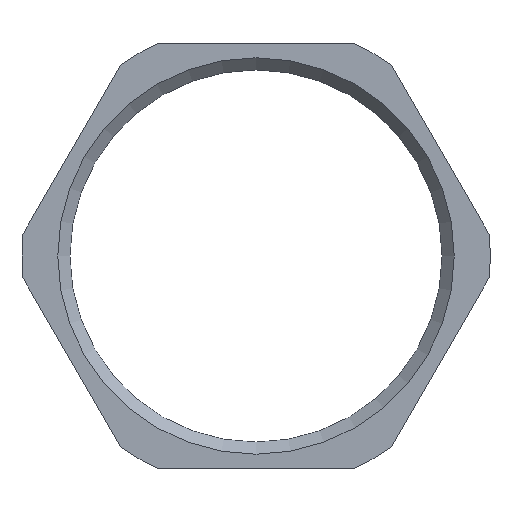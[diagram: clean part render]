
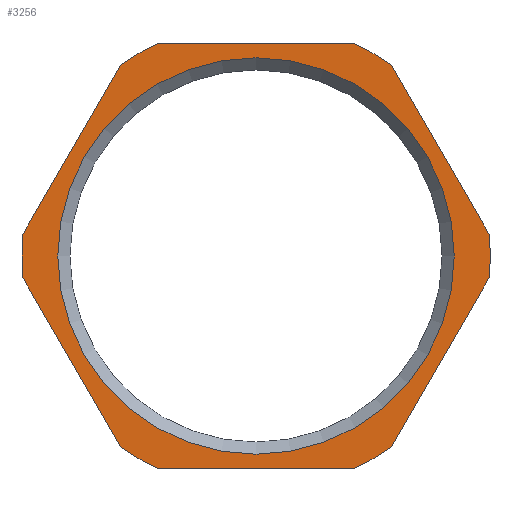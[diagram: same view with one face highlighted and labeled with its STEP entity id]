
A CAD part, left-side view. The second image highlights one B-rep face of the part: STEP entity #3256.
In plain terms, the highlighted planar face has unit normal (-1, 0, 0).
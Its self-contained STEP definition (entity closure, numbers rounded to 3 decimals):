
#59 = CARTESIAN_POINT ( 'NONE',  ( -4.5, 20.207, 0. ) ) ;
#82 = AXIS2_PLACEMENT_3D ( 'NONE', #6961, #7546, #3162 ) ;
#109 = EDGE_CURVE ( 'NONE', #6526, #4112, #1017, .T. ) ;
#301 = DIRECTION ( 'NONE',  ( 1., 0., 0. ) ) ;
#481 = ORIENTED_EDGE ( 'NONE', *, *, #8059, .F. ) ;
#549 = CARTESIAN_POINT ( 'NONE',  ( -4.5, 0., 0. ) ) ;
#592 = VERTEX_POINT ( 'NONE', #3493 ) ;
#639 = CARTESIAN_POINT ( 'NONE',  ( -4.5, -20.207, 0. ) ) ;
#647 = CIRCLE ( 'NONE', #3575, 19.25 ) ;
#824 = VERTEX_POINT ( 'NONE', #2735 ) ;
#847 = CARTESIAN_POINT ( 'NONE',  ( -4.5, 0., 0. ) ) ;
#910 = DIRECTION ( 'NONE',  ( 0., -1., 0. ) ) ;
#1017 = CIRCLE ( 'NONE', #7144, 16.3 ) ;
#1369 = DIRECTION ( 'NONE',  ( 0., 0., -1. ) ) ;
#1405 = CIRCLE ( 'NONE', #5402, 19.25 ) ;
#1470 = CARTESIAN_POINT ( 'NONE',  ( -4.5, -10.104, -17.5 ) ) ;
#1498 = VECTOR ( 'NONE', #910, 1000. ) ;
#1621 = CARTESIAN_POINT ( 'NONE',  ( -4.5, 0., 16.3 ) ) ;
#1748 = EDGE_CURVE ( 'NONE', #7720, #7103, #7285, .T. ) ;
#1783 = CARTESIAN_POINT ( 'NONE',  ( -4.5, 11.146, -15.695 ) ) ;
#1840 = DIRECTION ( 'NONE',  ( 0., 0., -1. ) ) ;
#1860 = CARTESIAN_POINT ( 'NONE',  ( -4.5, -19.165, 1.805 ) ) ;
#1889 = LINE ( 'NONE', #639, #6939 ) ;
#1895 = DIRECTION ( 'NONE',  ( 0., 0., -1. ) ) ;
#2222 = DIRECTION ( 'NONE',  ( 0., 0., -1. ) ) ;
#2239 = CARTESIAN_POINT ( 'NONE',  ( -4.5, -11.146, -15.695 ) ) ;
#2403 = EDGE_CURVE ( 'NONE', #592, #6688, #5850, .T. ) ;
#2520 = CARTESIAN_POINT ( 'NONE',  ( -4.5, 0., 0. ) ) ;
#2599 = DIRECTION ( 'NONE',  ( 0., 0.5, -0.866 ) ) ;
#2619 = DIRECTION ( 'NONE',  ( -1., 0., 0. ) ) ;
#2735 = CARTESIAN_POINT ( 'NONE',  ( -4.5, 8.02, 17.5 ) ) ;
#2881 = CARTESIAN_POINT ( 'NONE',  ( -4.5, 0., 0. ) ) ;
#2894 = DIRECTION ( 'NONE',  ( 0., 0., -1. ) ) ;
#2950 = AXIS2_PLACEMENT_3D ( 'NONE', #6542, #3245, #1369 ) ;
#3002 = VECTOR ( 'NONE', #7772, 1000. ) ;
#3058 = VERTEX_POINT ( 'NONE', #6292 ) ;
#3088 = DIRECTION ( 'NONE',  ( 1., 0., 0. ) ) ;
#3131 = ORIENTED_EDGE ( 'NONE', *, *, #5387, .T. ) ;
#3150 = VERTEX_POINT ( 'NONE', #7120 ) ;
#3162 = DIRECTION ( 'NONE',  ( 0., 0., -1. ) ) ;
#3245 = DIRECTION ( 'NONE',  ( 1., 0., 0. ) ) ;
#3256 = ADVANCED_FACE ( 'NONE', ( #5867, #7705 ), #5785, .T. ) ;
#3368 = DIRECTION ( 'NONE',  ( 0., 0., 1. ) ) ;
#3378 = CARTESIAN_POINT ( 'NONE',  ( -4.5, 10.104, 17.5 ) ) ;
#3493 = CARTESIAN_POINT ( 'NONE',  ( -4.5, -11.146, 15.695 ) ) ;
#3518 = VERTEX_POINT ( 'NONE', #1783 ) ;
#3559 = DIRECTION ( 'NONE',  ( 1., 0., 0. ) ) ;
#3575 = AXIS2_PLACEMENT_3D ( 'NONE', #847, #6057, #2222 ) ;
#3596 = EDGE_CURVE ( 'NONE', #7103, #5936, #7190, .T. ) ;
#3792 = DIRECTION ( 'NONE',  ( 0., 0., -1. ) ) ;
#3944 = DIRECTION ( 'NONE',  ( 0., -0.5, 0.866 ) ) ;
#3945 = EDGE_CURVE ( 'NONE', #824, #5243, #5960, .T. ) ;
#3967 = VECTOR ( 'NONE', #3944, 1000. ) ;
#4112 = VERTEX_POINT ( 'NONE', #1621 ) ;
#4144 = VERTEX_POINT ( 'NONE', #5419 ) ;
#4339 = ORIENTED_EDGE ( 'NONE', *, *, #3945, .F. ) ;
#4371 = ORIENTED_EDGE ( 'NONE', *, *, #4800, .F. ) ;
#4481 = DIRECTION ( 'NONE',  ( 0., 1., 0. ) ) ;
#4633 = CARTESIAN_POINT ( 'NONE',  ( -4.5, -10.104, 17.5 ) ) ;
#4669 = CIRCLE ( 'NONE', #8010, 19.25 ) ;
#4800 = EDGE_CURVE ( 'NONE', #3150, #7720, #1889, .T. ) ;
#4888 = CARTESIAN_POINT ( 'NONE',  ( -4.5, 0., 0. ) ) ;
#4891 = ORIENTED_EDGE ( 'NONE', *, *, #3596, .F. ) ;
#4908 = DIRECTION ( 'NONE',  ( 0., 0.5, 0.866 ) ) ;
#4960 = CARTESIAN_POINT ( 'NONE',  ( -4.5, -8.02, 17.5 ) ) ;
#5065 = CARTESIAN_POINT ( 'NONE',  ( -4.5, 10.104, -17.5 ) ) ;
#5204 = CIRCLE ( 'NONE', #2950, 16.3 ) ;
#5243 = VERTEX_POINT ( 'NONE', #4960 ) ;
#5290 = EDGE_CURVE ( 'NONE', #7468, #3058, #4669, .T. ) ;
#5387 = EDGE_CURVE ( 'NONE', #4112, #6526, #5204, .T. ) ;
#5402 = AXIS2_PLACEMENT_3D ( 'NONE', #2881, #7005, #3792 ) ;
#5419 = CARTESIAN_POINT ( 'NONE',  ( -4.5, 11.146, 15.695 ) ) ;
#5575 = AXIS2_PLACEMENT_3D ( 'NONE', #7313, #301, #7232 ) ;
#5752 = CARTESIAN_POINT ( 'NONE',  ( -4.5, -8.02, -17.5 ) ) ;
#5753 = CIRCLE ( 'NONE', #5885, 19.25 ) ;
#5783 = LINE ( 'NONE', #59, #3967 ) ;
#5785 = PLANE ( 'NONE',  #6031 ) ;
#5850 = LINE ( 'NONE', #4633, #3002 ) ;
#5867 = FACE_BOUND ( 'NONE', #7133, .T. ) ;
#5869 = EDGE_CURVE ( 'NONE', #5243, #592, #5753, .T. ) ;
#5873 = ORIENTED_EDGE ( 'NONE', *, *, #5869, .F. ) ;
#5885 = AXIS2_PLACEMENT_3D ( 'NONE', #4888, #3559, #2894 ) ;
#5936 = VERTEX_POINT ( 'NONE', #8213 ) ;
#5960 = LINE ( 'NONE', #3378, #1498 ) ;
#6031 = AXIS2_PLACEMENT_3D ( 'NONE', #7165, #2619, #3368 ) ;
#6057 = DIRECTION ( 'NONE',  ( 1., 0., 0. ) ) ;
#6109 = ORIENTED_EDGE ( 'NONE', *, *, #1748, .F. ) ;
#6201 = LINE ( 'NONE', #5065, #7441 ) ;
#6245 = CARTESIAN_POINT ( 'NONE',  ( -4.5, 19.165, -1.805 ) ) ;
#6292 = CARTESIAN_POINT ( 'NONE',  ( -4.5, 19.165, 1.805 ) ) ;
#6404 = CARTESIAN_POINT ( 'NONE',  ( -4.5, 0., -16.3 ) ) ;
#6526 = VERTEX_POINT ( 'NONE', #6404 ) ;
#6542 = CARTESIAN_POINT ( 'NONE',  ( -4.5, 0., 0. ) ) ;
#6688 = VERTEX_POINT ( 'NONE', #1860 ) ;
#6737 = ORIENTED_EDGE ( 'NONE', *, *, #5290, .F. ) ;
#6932 = ORIENTED_EDGE ( 'NONE', *, *, #7047, .F. ) ;
#6939 = VECTOR ( 'NONE', #2599, 1000. ) ;
#6961 = CARTESIAN_POINT ( 'NONE',  ( -4.5, 0., 0. ) ) ;
#7005 = DIRECTION ( 'NONE',  ( 1., 0., 0. ) ) ;
#7047 = EDGE_CURVE ( 'NONE', #6688, #3150, #1405, .T. ) ;
#7069 = ORIENTED_EDGE ( 'NONE', *, *, #109, .T. ) ;
#7103 = VERTEX_POINT ( 'NONE', #5752 ) ;
#7120 = CARTESIAN_POINT ( 'NONE',  ( -4.5, -19.165, -1.805 ) ) ;
#7133 = EDGE_LOOP ( 'NONE', ( #3131, #7069 ) ) ;
#7144 = AXIS2_PLACEMENT_3D ( 'NONE', #2520, #7609, #1895 ) ;
#7165 = CARTESIAN_POINT ( 'NONE',  ( -4.5, 19.25, 0. ) ) ;
#7190 = LINE ( 'NONE', #1470, #7762 ) ;
#7232 = DIRECTION ( 'NONE',  ( 0., 0., -1. ) ) ;
#7247 = ORIENTED_EDGE ( 'NONE', *, *, #7477, .F. ) ;
#7285 = CIRCLE ( 'NONE', #82, 19.25 ) ;
#7310 = CIRCLE ( 'NONE', #5575, 19.25 ) ;
#7313 = CARTESIAN_POINT ( 'NONE',  ( -4.5, 0., 0. ) ) ;
#7441 = VECTOR ( 'NONE', #4908, 1000. ) ;
#7468 = VERTEX_POINT ( 'NONE', #6245 ) ;
#7477 = EDGE_CURVE ( 'NONE', #3518, #7468, #6201, .T. ) ;
#7546 = DIRECTION ( 'NONE',  ( 1., 0., 0. ) ) ;
#7599 = EDGE_CURVE ( 'NONE', #3058, #4144, #5783, .T. ) ;
#7609 = DIRECTION ( 'NONE',  ( 1., 0., 0. ) ) ;
#7705 = FACE_OUTER_BOUND ( 'NONE', #7941, .T. ) ;
#7720 = VERTEX_POINT ( 'NONE', #2239 ) ;
#7736 = ORIENTED_EDGE ( 'NONE', *, *, #7599, .F. ) ;
#7762 = VECTOR ( 'NONE', #4481, 1000. ) ;
#7772 = DIRECTION ( 'NONE',  ( 0., -0.5, -0.866 ) ) ;
#7941 = EDGE_LOOP ( 'NONE', ( #6109, #4371, #6932, #8133, #5873, #4339, #8120, #7736, #6737, #7247, #481, #4891 ) ) ;
#8010 = AXIS2_PLACEMENT_3D ( 'NONE', #549, #3088, #1840 ) ;
#8059 = EDGE_CURVE ( 'NONE', #5936, #3518, #7310, .T. ) ;
#8100 = EDGE_CURVE ( 'NONE', #4144, #824, #647, .T. ) ;
#8120 = ORIENTED_EDGE ( 'NONE', *, *, #8100, .F. ) ;
#8133 = ORIENTED_EDGE ( 'NONE', *, *, #2403, .F. ) ;
#8213 = CARTESIAN_POINT ( 'NONE',  ( -4.5, 8.02, -17.5 ) ) ;
